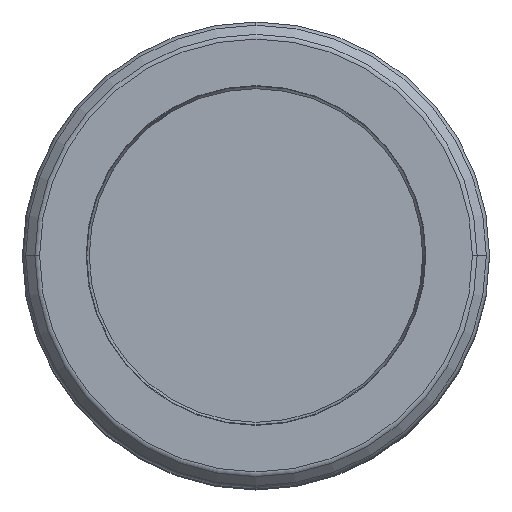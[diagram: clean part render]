
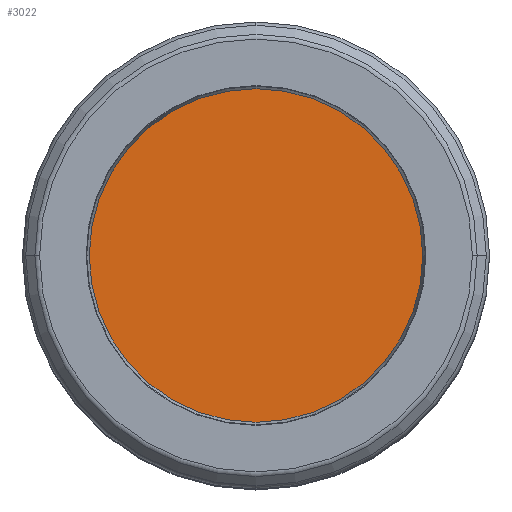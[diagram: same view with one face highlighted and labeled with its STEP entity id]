
A CAD part, top view. The second image highlights one B-rep face of the part: STEP entity #3022.
In plain terms, the highlighted planar face has unit normal (0, 0, 1).
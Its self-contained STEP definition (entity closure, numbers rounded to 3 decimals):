
#40 = DIRECTION ( 'NONE',  ( -1., 0., 0. ) ) ;
#50 = EDGE_CURVE ( 'NONE', #3358, #1847, #820, .T. ) ;
#78 = AXIS2_PLACEMENT_3D ( 'NONE', #2239, #2258, #1752 ) ;
#161 = DIRECTION ( 'NONE',  ( -1., 0., 0. ) ) ;
#172 = EDGE_CURVE ( 'NONE', #3122, #1847, #2956, .T. ) ;
#187 = EDGE_CURVE ( 'NONE', #1443, #2330, #426, .T. ) ;
#417 = CIRCLE ( 'NONE', #1093, 0.44 ) ;
#426 = CIRCLE ( 'NONE', #2481, 3.8 ) ;
#588 = DIRECTION ( 'NONE',  ( 0.707, -0.707, 0. ) ) ;
#602 = DIRECTION ( 'NONE',  ( 0., 0., -1. ) ) ;
#701 = DIRECTION ( 'NONE',  ( 0., 0., -1. ) ) ;
#800 = CARTESIAN_POINT ( 'NONE',  ( 16.122, 0., 0. ) ) ;
#820 = CIRCLE ( 'NONE', #78, 3.8 ) ;
#833 = EDGE_CURVE ( 'NONE', #2238, #2766, #1309, .T. ) ;
#986 = VECTOR ( 'NONE', #588, 1000. ) ;
#1093 = AXIS2_PLACEMENT_3D ( 'NONE', #2412, #1863, #161 ) ;
#1124 = EDGE_CURVE ( 'NONE', #3358, #2238, #1347, .T. ) ;
#1187 = ORIENTED_EDGE ( 'NONE', *, *, #1444, .F. ) ;
#1248 = CARTESIAN_POINT ( 'NONE',  ( 2.358, -2.98, 0. ) ) ;
#1309 = CIRCLE ( 'NONE', #3311, 0.44 ) ;
#1342 = CARTESIAN_POINT ( 'NONE',  ( -2.358, 2.98, 0. ) ) ;
#1345 = CARTESIAN_POINT ( 'NONE',  ( 2.913, -2.291, 0. ) ) ;
#1347 = LINE ( 'NONE', #3029, #2177 ) ;
#1401 = CARTESIAN_POINT ( 'NONE',  ( 2.162, -2.602, 0. ) ) ;
#1402 = AXIS2_PLACEMENT_3D ( 'NONE', #1944, #2501, #40 ) ;
#1407 = EDGE_LOOP ( 'NONE', ( #2854, #2171, #2068, #3409, #3315, #3552, #2888, #2440, #1187, #1552 ) ) ;
#1413 = EDGE_CURVE ( 'NONE', #2766, #1580, #417, .T. ) ;
#1443 = VERTEX_POINT ( 'NONE', #2094 ) ;
#1444 = EDGE_CURVE ( 'NONE', #3529, #1443, #1452, .T. ) ;
#1452 = CIRCLE ( 'NONE', #2991, 3.8 ) ;
#1507 = CIRCLE ( 'NONE', #1402, 0.44 ) ;
#1552 = ORIENTED_EDGE ( 'NONE', *, *, #1614, .T. ) ;
#1570 = VERTEX_POINT ( 'NONE', #2206 ) ;
#1580 = VERTEX_POINT ( 'NONE', #1345 ) ;
#1614 = EDGE_CURVE ( 'NONE', #3529, #1570, #1616, .T. ) ;
#1616 = LINE ( 'NONE', #2721, #986 ) ;
#1643 = PLANE ( 'NONE',  #2067 ) ;
#1678 = CARTESIAN_POINT ( 'NONE',  ( 0.311, 0.311, 0. ) ) ;
#1695 = DIRECTION ( 'NONE',  ( 0.707, -0.707, 0. ) ) ;
#1752 = DIRECTION ( 'NONE',  ( 0., 1., 0. ) ) ;
#1793 = DIRECTION ( 'NONE',  ( 0., 1., 0. ) ) ;
#1847 = VERTEX_POINT ( 'NONE', #2322 ) ;
#1863 = DIRECTION ( 'NONE',  ( 0., 0., -1. ) ) ;
#1944 = CARTESIAN_POINT ( 'NONE',  ( -2.602, 2.602, 0. ) ) ;
#2067 = AXIS2_PLACEMENT_3D ( 'NONE', #800, #2181, #2446 ) ;
#2068 = ORIENTED_EDGE ( 'NONE', *, *, #50, .F. ) ;
#2094 = CARTESIAN_POINT ( 'NONE',  ( 0., 3.8, 0. ) ) ;
#2171 = ORIENTED_EDGE ( 'NONE', *, *, #172, .T. ) ;
#2176 = VECTOR ( 'NONE', #1695, 1000. ) ;
#2177 = VECTOR ( 'NONE', #3545, 1000. ) ;
#2181 = DIRECTION ( 'NONE',  ( 0., 0., 1. ) ) ;
#2206 = CARTESIAN_POINT ( 'NONE',  ( -2.291, 2.913, 0. ) ) ;
#2238 = VERTEX_POINT ( 'NONE', #3017 ) ;
#2239 = CARTESIAN_POINT ( 'NONE',  ( 0., 0., 0. ) ) ;
#2258 = DIRECTION ( 'NONE',  ( 0., 0., -1. ) ) ;
#2266 = CARTESIAN_POINT ( 'NONE',  ( 2.602, -2.602, 0. ) ) ;
#2322 = CARTESIAN_POINT ( 'NONE',  ( -2.98, 2.358, 0. ) ) ;
#2330 = VERTEX_POINT ( 'NONE', #3372 ) ;
#2332 = EDGE_CURVE ( 'NONE', #1580, #2330, #3355, .T. ) ;
#2383 = CARTESIAN_POINT ( 'NONE',  ( -2.913, 2.291, 0. ) ) ;
#2412 = CARTESIAN_POINT ( 'NONE',  ( 2.602, -2.602, 0. ) ) ;
#2440 = ORIENTED_EDGE ( 'NONE', *, *, #187, .F. ) ;
#2446 = DIRECTION ( 'NONE',  ( -0.707, 0.707, 0. ) ) ;
#2481 = AXIS2_PLACEMENT_3D ( 'NONE', #3152, #701, #2611 ) ;
#2501 = DIRECTION ( 'NONE',  ( 0., 0., -1. ) ) ;
#2611 = DIRECTION ( 'NONE',  ( 0., 1., 0. ) ) ;
#2673 = DIRECTION ( 'NONE',  ( 0., 0., -1. ) ) ;
#2721 = CARTESIAN_POINT ( 'NONE',  ( 0.311, 0.311, 0. ) ) ;
#2766 = VERTEX_POINT ( 'NONE', #1401 ) ;
#2854 = ORIENTED_EDGE ( 'NONE', *, *, #3246, .T. ) ;
#2888 = ORIENTED_EDGE ( 'NONE', *, *, #2332, .T. ) ;
#2899 = DIRECTION ( 'NONE',  ( -0.707, 0.707, 0. ) ) ;
#2956 = LINE ( 'NONE', #3187, #3283 ) ;
#2991 = AXIS2_PLACEMENT_3D ( 'NONE', #3188, #2673, #1793 ) ;
#3017 = CARTESIAN_POINT ( 'NONE',  ( 2.291, -2.913, 0. ) ) ;
#3022 = ADVANCED_FACE ( 'NONE', ( #3254 ), #1643, .T. ) ;
#3029 = CARTESIAN_POINT ( 'NONE',  ( -0.311, -0.311, 0. ) ) ;
#3122 = VERTEX_POINT ( 'NONE', #2383 ) ;
#3152 = CARTESIAN_POINT ( 'NONE',  ( 0., 0., 0. ) ) ;
#3187 = CARTESIAN_POINT ( 'NONE',  ( -0.311, -0.311, 0. ) ) ;
#3188 = CARTESIAN_POINT ( 'NONE',  ( 0., 0., 0. ) ) ;
#3246 = EDGE_CURVE ( 'NONE', #1570, #3122, #1507, .T. ) ;
#3254 = FACE_OUTER_BOUND ( 'NONE', #1407, .T. ) ;
#3283 = VECTOR ( 'NONE', #2899, 1000. ) ;
#3311 = AXIS2_PLACEMENT_3D ( 'NONE', #2266, #602, #3339 ) ;
#3315 = ORIENTED_EDGE ( 'NONE', *, *, #833, .T. ) ;
#3339 = DIRECTION ( 'NONE',  ( -1., 0., 0. ) ) ;
#3355 = LINE ( 'NONE', #1678, #2176 ) ;
#3358 = VERTEX_POINT ( 'NONE', #1248 ) ;
#3372 = CARTESIAN_POINT ( 'NONE',  ( 2.98, -2.358, 0. ) ) ;
#3409 = ORIENTED_EDGE ( 'NONE', *, *, #1124, .T. ) ;
#3529 = VERTEX_POINT ( 'NONE', #1342 ) ;
#3545 = DIRECTION ( 'NONE',  ( -0.707, 0.707, 0. ) ) ;
#3552 = ORIENTED_EDGE ( 'NONE', *, *, #1413, .T. ) ;
